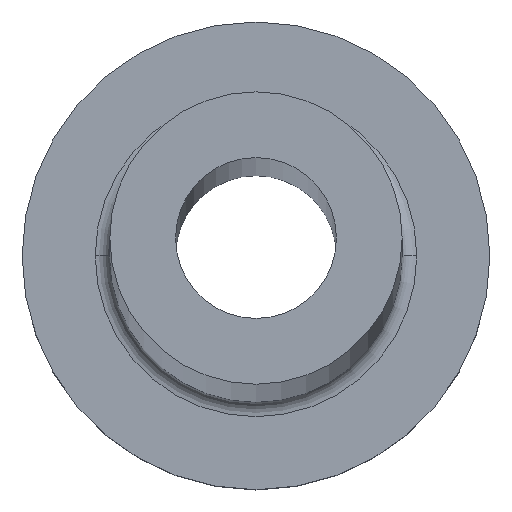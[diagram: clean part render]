
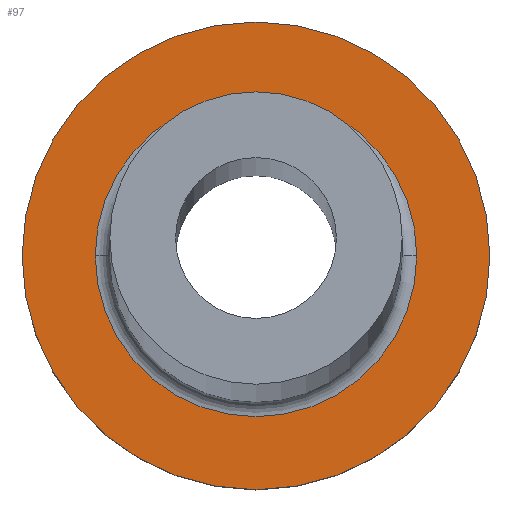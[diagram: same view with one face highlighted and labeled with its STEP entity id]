
A CAD part, top view. The second image highlights one B-rep face of the part: STEP entity #97.
In plain terms, the highlighted planar face has unit normal (0, 0, 1).
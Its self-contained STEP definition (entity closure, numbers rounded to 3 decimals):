
#6 = EDGE_LOOP ( 'NONE', ( #41, #177 ) ) ;
#19 = CARTESIAN_POINT ( 'NONE',  ( 8., 0., 5. ) ) ;
#22 = VERTEX_POINT ( 'NONE', #181 ) ;
#26 = CIRCLE ( 'NONE', #270, 5.5 ) ;
#33 = DIRECTION ( 'NONE',  ( 1., 0., 0. ) ) ;
#40 = VERTEX_POINT ( 'NONE', #19 ) ;
#41 = ORIENTED_EDGE ( 'NONE', *, *, #75, .T. ) ;
#47 = EDGE_LOOP ( 'NONE', ( #90, #95 ) ) ;
#52 = EDGE_CURVE ( 'NONE', #40, #231, #306, .T. ) ;
#53 = FACE_BOUND ( 'NONE', #6, .T. ) ;
#57 = CARTESIAN_POINT ( 'NONE',  ( 0., 0., 5. ) ) ;
#75 = EDGE_CURVE ( 'NONE', #22, #148, #320, .T. ) ;
#82 = DIRECTION ( 'NONE',  ( 0., 0., 1. ) ) ;
#86 = FACE_OUTER_BOUND ( 'NONE', #47, .T. ) ;
#88 = AXIS2_PLACEMENT_3D ( 'NONE', #195, #342, #249 ) ;
#90 = ORIENTED_EDGE ( 'NONE', *, *, #113, .T. ) ;
#95 = ORIENTED_EDGE ( 'NONE', *, *, #52, .T. ) ;
#97 = ADVANCED_FACE ( 'NONE', ( #53, #86 ), #196, .T. ) ;
#111 = CARTESIAN_POINT ( 'NONE',  ( 0., 0., 5. ) ) ;
#113 = EDGE_CURVE ( 'NONE', #231, #40, #170, .T. ) ;
#123 = AXIS2_PLACEMENT_3D ( 'NONE', #225, #373, #198 ) ;
#148 = VERTEX_POINT ( 'NONE', #288 ) ;
#165 = CARTESIAN_POINT ( 'NONE',  ( 0., 0., 5. ) ) ;
#168 = DIRECTION ( 'NONE',  ( 0., 0., -1. ) ) ;
#170 = CIRCLE ( 'NONE', #88, 8. ) ;
#177 = ORIENTED_EDGE ( 'NONE', *, *, #228, .T. ) ;
#181 = CARTESIAN_POINT ( 'NONE',  ( 5.5, 0., 5. ) ) ;
#195 = CARTESIAN_POINT ( 'NONE',  ( 0., 0., 5. ) ) ;
#196 = PLANE ( 'NONE',  #247 ) ;
#198 = DIRECTION ( 'NONE',  ( 1., 0., 0. ) ) ;
#200 = DIRECTION ( 'NONE',  ( 1., 0., 0. ) ) ;
#225 = CARTESIAN_POINT ( 'NONE',  ( 0., 0., 5. ) ) ;
#228 = EDGE_CURVE ( 'NONE', #148, #22, #26, .T. ) ;
#231 = VERTEX_POINT ( 'NONE', #324 ) ;
#247 = AXIS2_PLACEMENT_3D ( 'NONE', #165, #82, #200 ) ;
#249 = DIRECTION ( 'NONE',  ( 1., 0., 0. ) ) ;
#270 = AXIS2_PLACEMENT_3D ( 'NONE', #57, #168, #33 ) ;
#288 = CARTESIAN_POINT ( 'NONE',  ( -5.5, 0., 5. ) ) ;
#306 = CIRCLE ( 'NONE', #343, 8. ) ;
#320 = CIRCLE ( 'NONE', #123, 5.5 ) ;
#324 = CARTESIAN_POINT ( 'NONE',  ( -8., 0., 5. ) ) ;
#342 = DIRECTION ( 'NONE',  ( 0., 0., 1. ) ) ;
#343 = AXIS2_PLACEMENT_3D ( 'NONE', #111, #377, #378 ) ;
#373 = DIRECTION ( 'NONE',  ( 0., 0., -1. ) ) ;
#377 = DIRECTION ( 'NONE',  ( 0., 0., 1. ) ) ;
#378 = DIRECTION ( 'NONE',  ( 1., 0., 0. ) ) ;
